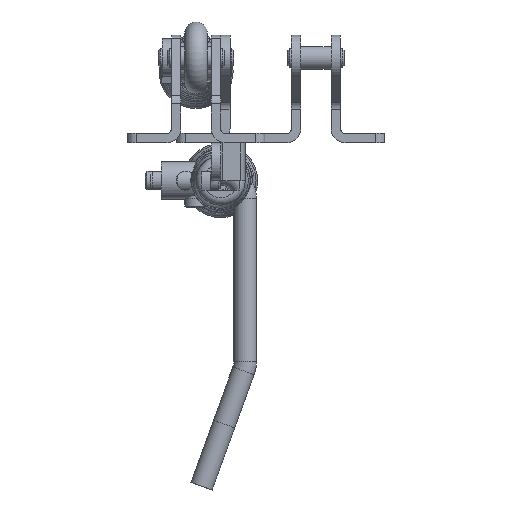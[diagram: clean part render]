
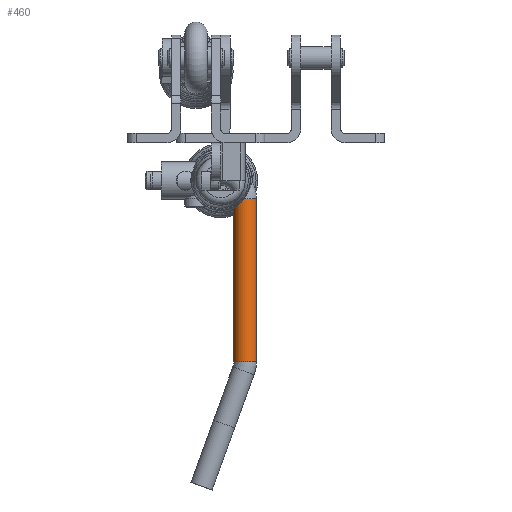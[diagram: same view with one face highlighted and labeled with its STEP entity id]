
A CAD part, left-side view. The second image highlights one B-rep face of the part: STEP entity #460.
In plain terms, the highlighted cylindrical face has radius 6 mm (diameter 12 mm), a full revolution.
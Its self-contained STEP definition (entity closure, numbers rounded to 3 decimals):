
#460 = ADVANCED_FACE( '', ( #1083, #1084 ), #1085, .T. );
#1083 = FACE_OUTER_BOUND( '', #1932, .T. );
#1084 = FACE_OUTER_BOUND( '', #1933, .T. );
#1085 = CYLINDRICAL_SURFACE( '', #1934, 6. );
#1932 = EDGE_LOOP( '', ( #3158 ) );
#1933 = EDGE_LOOP( '', ( #3159 ) );
#1934 = AXIS2_PLACEMENT_3D( '', #3160, #3161, #3162 );
#3158 = ORIENTED_EDGE( '', *, *, #4769, .F. );
#3159 = ORIENTED_EDGE( '', *, *, #4770, .T. );
#3160 = CARTESIAN_POINT( '', ( 0., -13., -9.5 ) );
#3161 = DIRECTION( '', ( 0., 0., 1. ) );
#3162 = DIRECTION( '', ( 1., 0., 0. ) );
#4769 = EDGE_CURVE( '', #5713, #5713, #5714, .T. );
#4770 = EDGE_CURVE( '', #5715, #5715, #5716, .T. );
#5713 = VERTEX_POINT( '', #7112 );
#5714 = CIRCLE( '', #7113, 6. );
#5715 = VERTEX_POINT( '', #7114 );
#5716 = CIRCLE( '', #7115, 6. );
#7112 = CARTESIAN_POINT( '', ( 6., -13., -9.5 ) );
#7113 = AXIS2_PLACEMENT_3D( '', #8354, #8355, #8356 );
#7114 = CARTESIAN_POINT( '', ( 6., -13., -96. ) );
#7115 = AXIS2_PLACEMENT_3D( '', #8357, #8358, #8359 );
#8354 = CARTESIAN_POINT( '', ( 0., -13., -9.5 ) );
#8355 = DIRECTION( '', ( 0., 0., 1. ) );
#8356 = DIRECTION( '', ( 1., 0., 0. ) );
#8357 = CARTESIAN_POINT( '', ( 0., -13., -96. ) );
#8358 = DIRECTION( '', ( 0., 0., 1. ) );
#8359 = DIRECTION( '', ( 1., 0., 0. ) );
